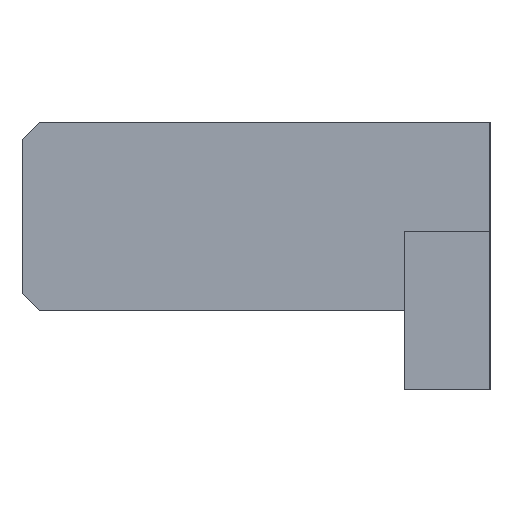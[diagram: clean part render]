
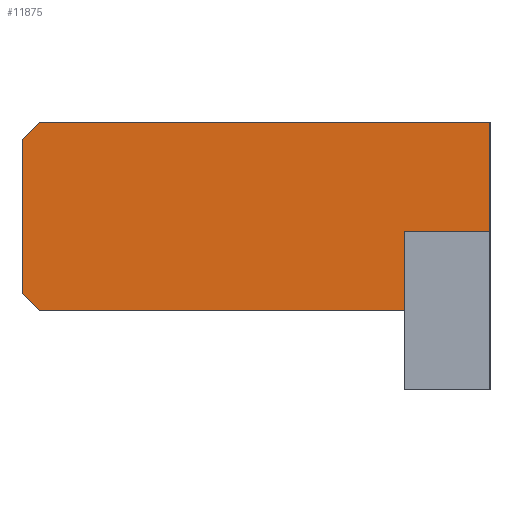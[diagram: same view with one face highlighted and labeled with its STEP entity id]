
A CAD part, left-side view. The second image highlights one B-rep face of the part: STEP entity #11875.
In plain terms, the highlighted planar face has unit normal (-1, 0, 0).
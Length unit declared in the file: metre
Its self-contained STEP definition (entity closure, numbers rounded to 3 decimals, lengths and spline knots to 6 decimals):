
#8805=DIRECTION('',(0.,1.,0.));
#8806=VECTOR('',#8805,0.0655);
#8807=CARTESIAN_POINT('',(-0.052981,-0.023621,
0.013602));
#8808=LINE('',#8807,#8806);
#8812=DIRECTION('',(0.,0.,1.));
#8813=VECTOR('',#8812,0.0159);
#8814=CARTESIAN_POINT('',(-0.052981,-0.023621,
-0.002298));
#8815=LINE('',#8814,#8813);
#8819=DIRECTION('',(0.,-1.,0.));
#8820=VECTOR('',#8819,0.0124);
#8821=CARTESIAN_POINT('',(-0.052981,-0.011221,
-0.002298));
#8822=LINE('',#8821,#8820);
#8826=DIRECTION('',(0.,0.,1.));
#8827=VECTOR('',#8826,0.0115);
#8828=CARTESIAN_POINT('',(-0.052981,-0.011221,
-0.013798));
#8829=LINE('',#8828,#8827);
#8833=DIRECTION('',(0.,-1.,0.));
#8834=VECTOR('',#8833,0.0531);
#8835=CARTESIAN_POINT('',(-0.052981,0.041879,
-0.013798));
#8836=LINE('',#8835,#8834);
#8840=DIRECTION('',(0.,-0.707,-0.707));
#8841=VECTOR('',#8840,0.003536);
#8842=CARTESIAN_POINT('',(-0.052981,0.044379,
-0.011298));
#8843=LINE('',#8842,#8841);
#8847=DIRECTION('',(0.,0.,-1.));
#8848=VECTOR('',#8847,0.0224);
#8849=CARTESIAN_POINT('',(-0.052981,0.044379,
0.011102));
#8850=LINE('',#8849,#8848);
#8854=DIRECTION('',(0.,0.707,-0.707));
#8855=VECTOR('',#8854,0.003536);
#8856=CARTESIAN_POINT('',(-0.052981,0.041879,
0.013602));
#8857=LINE('',#8856,#8855);
#10648=CARTESIAN_POINT('',(-0.052981,0.041879,
0.013602));
#10650=VERTEX_POINT('',#10648);
#10651=CARTESIAN_POINT('',(-0.052981,0.044379,
-0.011298));
#10652=CARTESIAN_POINT('',(-0.052981,0.041879,
-0.013798));
#10653=VERTEX_POINT('',#10651);
#10654=VERTEX_POINT('',#10652);
#10655=CARTESIAN_POINT('',(-0.052981,0.044379,
0.011102));
#10656=VERTEX_POINT('',#10655);
#10761=CARTESIAN_POINT('',(-0.052981,-0.011221,
-0.013798));
#10762=VERTEX_POINT('',#10761);
#10767=CARTESIAN_POINT('',(-0.052981,-0.023621,
0.013602));
#10768=VERTEX_POINT('',#10767);
#10777=CARTESIAN_POINT('',(-0.052981,-0.023621,
-0.002298));
#10778=VERTEX_POINT('',#10777);
#10941=CARTESIAN_POINT('',(-0.052981,-0.011221,
-0.002298));
#10942=VERTEX_POINT('',#10941);
#11855=CARTESIAN_POINT('',(-0.052981,0.044379,
0.013602));
#11856=DIRECTION('',(1.,0.,0.));
#11857=DIRECTION('',(0.,0.,-1.));
#11858=AXIS2_PLACEMENT_3D('',#11855,#11856,#11857);
#11859=PLANE('',#11858);
#11861=ORIENTED_EDGE('',*,*,#11860,.F.);
#11862=ORIENTED_EDGE('',*,*,#11477,.F.);
#11864=ORIENTED_EDGE('',*,*,#11863,.F.);
#11866=ORIENTED_EDGE('',*,*,#11865,.F.);
#11867=ORIENTED_EDGE('',*,*,#11774,.F.);
#11869=ORIENTED_EDGE('',*,*,#11868,.F.);
#11870=ORIENTED_EDGE('',*,*,#11209,.F.);
#11872=ORIENTED_EDGE('',*,*,#11871,.F.);
#11873=EDGE_LOOP('',(#11861,#11862,#11864,#11866,#11867,#11869,#11870,#11872));
#11874=FACE_OUTER_BOUND('',#11873,.F.);
#11209=EDGE_CURVE('',#10656,#10653,#8850,.T.);
#11477=EDGE_CURVE('',#10778,#10768,#8815,.T.);
#11774=EDGE_CURVE('',#10654,#10762,#8836,.T.);
#11860=EDGE_CURVE('',#10768,#10650,#8808,.T.);
#11863=EDGE_CURVE('',#10942,#10778,#8822,.T.);
#11865=EDGE_CURVE('',#10762,#10942,#8829,.T.);
#11868=EDGE_CURVE('',#10653,#10654,#8843,.T.);
#11871=EDGE_CURVE('',#10650,#10656,#8857,.T.);
#11875=ADVANCED_FACE('',(#11874),#11859,.F.);
